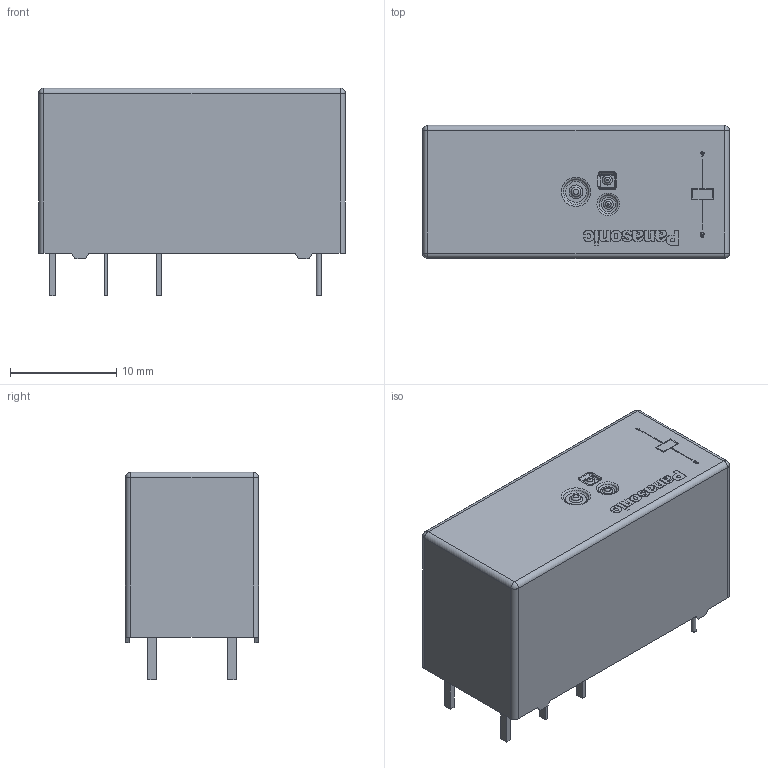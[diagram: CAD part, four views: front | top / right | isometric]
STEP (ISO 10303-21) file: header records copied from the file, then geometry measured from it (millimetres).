
FILE_DESCRIPTION(/* description */ (''),/* implementation_level */ '2;1');
FILE_NAME(/* name */ '1.stp',/* time_stamp */ '2021-04-06T12:41:28+02:00',/* author */ ('k'),/* organization */ (''),/* preprocessor_version */ 'ST-DEVELOPER v15.6',/* originating_system */ 'Autodesk Inventor 2015',/* authorisation */ '');
FILE_SCHEMA (('AUTOMOTIVE_DESIGN { 1 0 10303 214 3 1 1 }'));
Length unit declared in the file: millimetre
Products named in the file (7): 1; 2; alzn1・12; Panasonic Logo; Coil symbole for relays
Bounding box: 28.8 x 12.5 x 19.5 mm (x, y, z)
Volume: 5577.1 mm3; surface area: 2572 mm2
Topology: 23 solids, 23 shells, 486 faces, 1270 edges, 838 vertices
Faces by surface type: plane 242, bspline 154, cylinder 80, torus 6, sphere 4
Full cylindrical faces by diameter (mm): 0.4 x2, 0.5 x2
Entity records: 16153 total; most frequent: CARTESIAN_POINT 4959, ORIENTED_EDGE 2512, DIRECTION 1828, EDGE_CURVE 1256, VERTEX_POINT 832, LINE 780, VECTOR 780, AXIS2_PLACEMENT_3D 524
